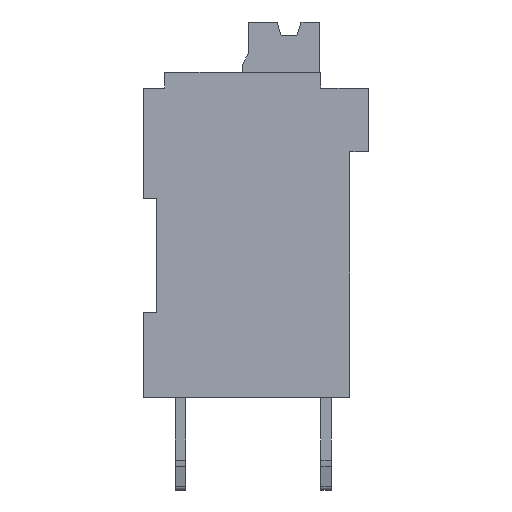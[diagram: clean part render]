
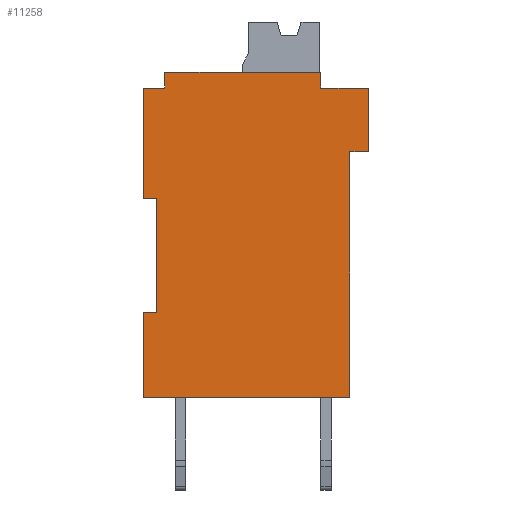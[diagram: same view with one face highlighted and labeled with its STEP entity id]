
A CAD part, left-side view. The second image highlights one B-rep face of the part: STEP entity #11258.
In plain terms, the highlighted planar face has unit normal (-1, 0, 0).
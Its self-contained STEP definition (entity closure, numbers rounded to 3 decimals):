
#2925 = VERTEX_POINT('',#2926);
#2926 = CARTESIAN_POINT('',(-7.051,-3.7,
    9.3));
#2932 = EDGE_CURVE('',#2925,#2933,#2935,.T.);
#2933 = VERTEX_POINT('',#2934);
#2934 = CARTESIAN_POINT('',(-7.051,-3.7,
    0.));
#2935 = LINE('',#2936,#2937);
#2936 = CARTESIAN_POINT('',(-7.051,-3.7,
    9.3));
#2937 = VECTOR('',#2938,1.);
#2938 = DIRECTION('',(0.,0.,-1.));
#3217 = VERTEX_POINT('',#3218);
#3218 = CARTESIAN_POINT('',(-7.051,-4.4,
    9.3));
#3224 = EDGE_CURVE('',#3217,#2925,#3225,.T.);
#3225 = LINE('',#3226,#3227);
#3226 = CARTESIAN_POINT('',(-7.051,-4.4,
    9.3));
#3227 = VECTOR('',#3228,1.);
#3228 = DIRECTION('',(0.,1.,0.));
#3356 = VERTEX_POINT('',#3357);
#3357 = CARTESIAN_POINT('',(-7.051,4.1,
    11.7));
#3363 = EDGE_CURVE('',#3356,#3364,#3366,.T.);
#3364 = VERTEX_POINT('',#3365);
#3365 = CARTESIAN_POINT('',(-7.051,3.3,
    11.7));
#3366 = LINE('',#3367,#3368);
#3367 = CARTESIAN_POINT('',(-7.051,-2.6,
    11.7));
#3368 = VECTOR('',#3369,1.);
#3369 = DIRECTION('',(0.,-1.,0.));
#3462 = VERTEX_POINT('',#3463);
#3463 = CARTESIAN_POINT('',(-7.051,-2.6,
    11.7));
#3469 = EDGE_CURVE('',#3462,#3470,#3472,.T.);
#3470 = VERTEX_POINT('',#3471);
#3471 = CARTESIAN_POINT('',(-7.051,-4.4,
    11.7));
#3472 = LINE('',#3473,#3474);
#3473 = CARTESIAN_POINT('',(-7.051,-2.6,
    11.7));
#3474 = VECTOR('',#3475,1.);
#3475 = DIRECTION('',(0.,-1.,0.));
#3605 = EDGE_CURVE('',#3606,#3356,#3608,.T.);
#3606 = VERTEX_POINT('',#3607);
#3607 = CARTESIAN_POINT('',(-7.051,4.1,7.54
    ));
#3608 = LINE('',#3609,#3610);
#3609 = CARTESIAN_POINT('',(-7.051,4.1,7.54
    ));
#3610 = VECTOR('',#3611,1.);
#3611 = DIRECTION('',(0.,0.,1.));
#3797 = EDGE_CURVE('',#3470,#3217,#3798,.T.);
#3798 = LINE('',#3799,#3800);
#3799 = CARTESIAN_POINT('',(-7.051,-4.4,
    11.7));
#3800 = VECTOR('',#3801,1.);
#3801 = DIRECTION('',(0.,0.,-1.));
#3821 = VERTEX_POINT('',#3822);
#3822 = CARTESIAN_POINT('',(-7.051,4.1,
    0.));
#3828 = EDGE_CURVE('',#3821,#3829,#3831,.T.);
#3829 = VERTEX_POINT('',#3830);
#3830 = CARTESIAN_POINT('',(-7.051,4.1,3.2
    ));
#3831 = LINE('',#3832,#3833);
#3832 = CARTESIAN_POINT('',(-7.051,4.1,
    0.));
#3833 = VECTOR('',#3834,1.);
#3834 = DIRECTION('',(0.,0.,1.));
#11042 = VERTEX_POINT('',#11043);
#11043 = CARTESIAN_POINT('',(-7.051,3.3,
    12.3));
#11049 = EDGE_CURVE('',#11050,#11042,#11052,.T.);
#11050 = VERTEX_POINT('',#11051);
#11051 = CARTESIAN_POINT('',(-7.051,-2.6,
    12.3));
#11052 = LINE('',#11053,#11054);
#11053 = CARTESIAN_POINT('',(-7.051,-2.6,
    12.3));
#11054 = VECTOR('',#11055,1.);
#11055 = DIRECTION('',(0.,1.,0.));
#11248 = EDGE_CURVE('',#11042,#3364,#11249,.T.);
#11249 = LINE('',#11250,#11251);
#11250 = CARTESIAN_POINT('',(-7.051,3.3,
    12.3));
#11251 = VECTOR('',#11252,1.);
#11252 = DIRECTION('',(0.,0.,-1.));
#11258 = ADVANCED_FACE('',(#11259),#11304,.F.);
#11259 = FACE_BOUND('',#11260,.T.);
#11260 = EDGE_LOOP('',(#11261,#11269,#11270,#11276,#11277,#11278,#11279,
    #11280,#11286,#11287,#11288,#11289,#11290,#11298));
#11261 = ORIENTED_EDGE('',*,*,#11262,.F.);
#11262 = EDGE_CURVE('',#3829,#11263,#11265,.T.);
#11263 = VERTEX_POINT('',#11264);
#11264 = CARTESIAN_POINT('',(-7.051,3.6,
    3.2));
#11265 = LINE('',#11266,#11267);
#11266 = CARTESIAN_POINT('',(-7.051,4.1,
    3.2));
#11267 = VECTOR('',#11268,1.);
#11268 = DIRECTION('',(0.,-1.,0.));
#11269 = ORIENTED_EDGE('',*,*,#3828,.F.);
#11270 = ORIENTED_EDGE('',*,*,#11271,.F.);
#11271 = EDGE_CURVE('',#2933,#3821,#11272,.T.);
#11272 = LINE('',#11273,#11274);
#11273 = CARTESIAN_POINT('',(-7.051,-3.7,
    0.));
#11274 = VECTOR('',#11275,1.);
#11275 = DIRECTION('',(0.,1.,0.));
#11276 = ORIENTED_EDGE('',*,*,#2932,.F.);
#11277 = ORIENTED_EDGE('',*,*,#3224,.F.);
#11278 = ORIENTED_EDGE('',*,*,#3797,.F.);
#11279 = ORIENTED_EDGE('',*,*,#3469,.F.);
#11280 = ORIENTED_EDGE('',*,*,#11281,.T.);
#11281 = EDGE_CURVE('',#3462,#11050,#11282,.T.);
#11282 = LINE('',#11283,#11284);
#11283 = CARTESIAN_POINT('',(-7.051,-2.6,
    11.7));
#11284 = VECTOR('',#11285,1.);
#11285 = DIRECTION('',(0.,0.,1.));
#11286 = ORIENTED_EDGE('',*,*,#11049,.T.);
#11287 = ORIENTED_EDGE('',*,*,#11248,.T.);
#11288 = ORIENTED_EDGE('',*,*,#3363,.F.);
#11289 = ORIENTED_EDGE('',*,*,#3605,.F.);
#11290 = ORIENTED_EDGE('',*,*,#11291,.F.);
#11291 = EDGE_CURVE('',#11292,#3606,#11294,.T.);
#11292 = VERTEX_POINT('',#11293);
#11293 = CARTESIAN_POINT('',(-7.051,3.6,
    7.54));
#11294 = LINE('',#11295,#11296);
#11295 = CARTESIAN_POINT('',(-7.051,3.6,
    7.54));
#11296 = VECTOR('',#11297,1.);
#11297 = DIRECTION('',(0.,1.,0.));
#11298 = ORIENTED_EDGE('',*,*,#11299,.F.);
#11299 = EDGE_CURVE('',#11263,#11292,#11300,.T.);
#11300 = LINE('',#11301,#11302);
#11301 = CARTESIAN_POINT('',(-7.051,3.6,
    3.2));
#11302 = VECTOR('',#11303,1.);
#11303 = DIRECTION('',(0.,0.,1.));
#11304 = PLANE('',#11305);
#11305 = AXIS2_PLACEMENT_3D('',#11306,#11307,#11308);
#11306 = CARTESIAN_POINT('',(-7.051,4.1,
    12.3));
#11307 = DIRECTION('',(1.,0.,0.));
#11308 = DIRECTION('',(0.,0.,-1.));
